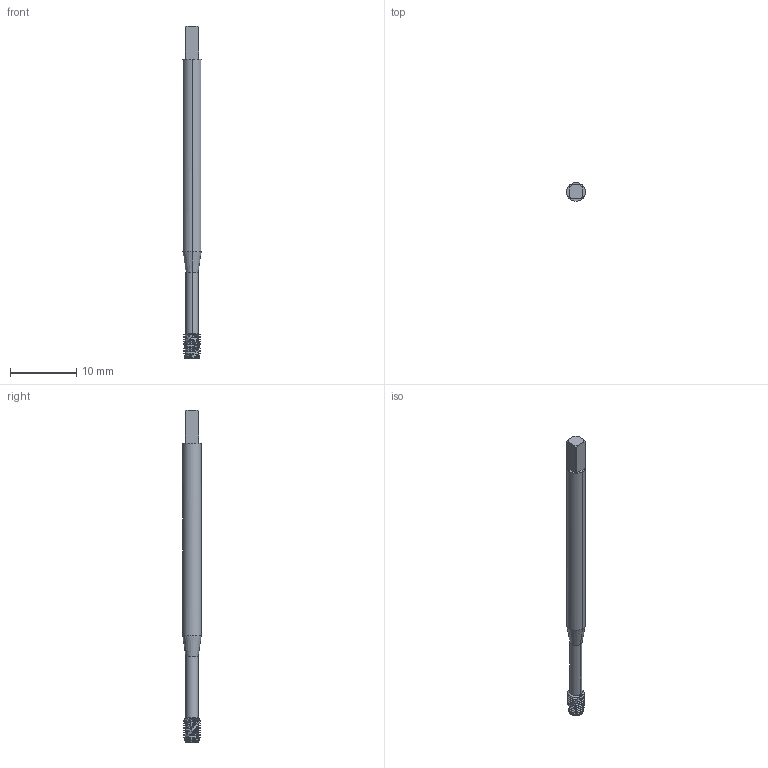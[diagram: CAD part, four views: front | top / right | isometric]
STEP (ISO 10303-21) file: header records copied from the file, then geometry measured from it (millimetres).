
FILE_DESCRIPTION(('no description'),'unknown implementation level');
FILE_NAME('solidl5hVeJ8r47JbwSU8jw5UadMlZ_A_1.STP',' ',('CIM GmbH Aachen'),('CADClick - KiM GmbH - www.kimweb.de'),'unknown preprocess','ACIS','unknown authorization');
FILE_SCHEMA(('automotive_design'));
Length unit declared in the file: millimetre
Products named in the file (2): 1; 2
Bounding box: 2.8 x 2.8 x 50 mm (x, y, z)
Volume: 252.9 mm3; surface area: 468.3 mm2
Topology: 2 solids, 2 shells, 199 faces, 545 edges, 350 vertices
Faces by surface type: cone 94, cylinder 82, plane 17, bspline 4, revolution 2
Entity records: 14876 total; most frequent: CARTESIAN_POINT 3967, STYLED_ITEM 1096, PRESENTATION_STYLE_ASSIGNMENT 1096, COLOUR_RGB 1096, ORIENTED_EDGE 1090, DIRECTION 939, EDGE_CURVE 545, CURVE_STYLE 545
